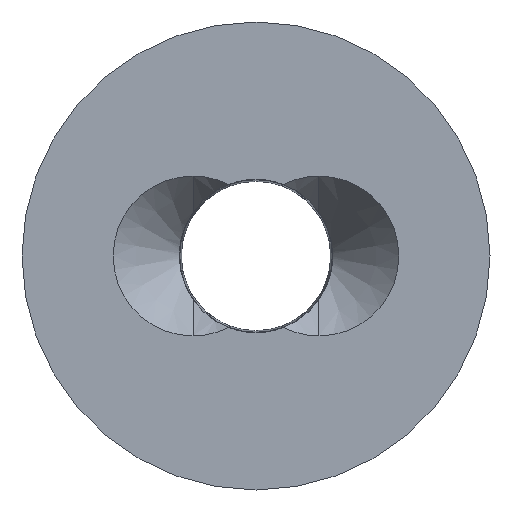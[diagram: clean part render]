
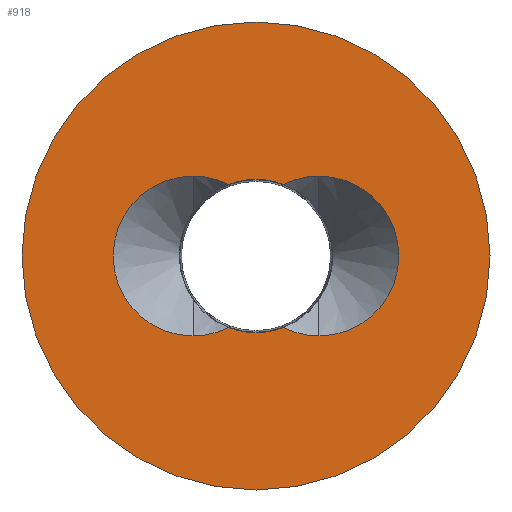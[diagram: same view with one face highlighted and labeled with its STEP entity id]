
A CAD part, left-side view. The second image highlights one B-rep face of the part: STEP entity #918.
In plain terms, the highlighted planar face has unit normal (-1, 0, 0).
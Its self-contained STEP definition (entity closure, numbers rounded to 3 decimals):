
#1 = EDGE_CURVE ( 'NONE', #299, #701, #56, .T. ) ;
#9 = CIRCLE ( 'NONE', #565, 49.5 ) ;
#23 = DIRECTION ( 'NONE',  ( 0., 0., 1. ) ) ;
#24 = CARTESIAN_POINT ( 'NONE',  ( -131.3, 39., 0. ) ) ;
#37 = CARTESIAN_POINT ( 'NONE',  ( -131.3, 39., 0. ) ) ;
#54 = AXIS2_PLACEMENT_3D ( 'NONE', #37, #933, #769 ) ;
#56 = CIRCLE ( 'NONE', #542, 49.5 ) ;
#57 = CIRCLE ( 'NONE', #604, 145. ) ;
#63 = CARTESIAN_POINT ( 'NONE',  ( -131.3, 17.013, 44.349 ) ) ;
#77 = EDGE_CURVE ( 'NONE', #718, #339, #321, .T. ) ;
#103 = FACE_OUTER_BOUND ( 'NONE', #780, .T. ) ;
#104 = CARTESIAN_POINT ( 'NONE',  ( -131.3, -39., 0. ) ) ;
#107 = DIRECTION ( 'NONE',  ( -1., 0., 0. ) ) ;
#108 = CARTESIAN_POINT ( 'NONE',  ( -131.3, 39., -49.5 ) ) ;
#116 = AXIS2_PLACEMENT_3D ( 'NONE', #617, #382, #686 ) ;
#120 = EDGE_CURVE ( 'NONE', #233, #718, #561, .T. ) ;
#127 = EDGE_CURVE ( 'NONE', #520, #339, #291, .T. ) ;
#133 = ORIENTED_EDGE ( 'NONE', *, *, #77, .T. ) ;
#149 = CIRCLE ( 'NONE', #592, 47.5 ) ;
#159 = DIRECTION ( 'NONE',  ( -1., 0., 0. ) ) ;
#166 = EDGE_LOOP ( 'NONE', ( #726, #961, #133, #517, #915, #213, #759, #687, #895, #629 ) ) ;
#180 = VERTEX_POINT ( 'NONE', #570 ) ;
#184 = DIRECTION ( 'NONE',  ( 1., 0., 0. ) ) ;
#190 = EDGE_CURVE ( 'NONE', #709, #280, #353, .T. ) ;
#193 = CARTESIAN_POINT ( 'NONE',  ( -131.3, 0., 0. ) ) ;
#213 = ORIENTED_EDGE ( 'NONE', *, *, #1, .F. ) ;
#233 = VERTEX_POINT ( 'NONE', #956 ) ;
#244 = ORIENTED_EDGE ( 'NONE', *, *, #624, .F. ) ;
#255 = DIRECTION ( 'NONE',  ( -1., 0., 0. ) ) ;
#264 = CARTESIAN_POINT ( 'NONE',  ( -131.3, 145., 0. ) ) ;
#278 = CARTESIAN_POINT ( 'NONE',  ( -131.3, 0., -145. ) ) ;
#280 = VERTEX_POINT ( 'NONE', #366 ) ;
#283 = CARTESIAN_POINT ( 'NONE',  ( -131.3, 0., -47.5 ) ) ;
#291 = CIRCLE ( 'NONE', #946, 49.5 ) ;
#299 = VERTEX_POINT ( 'NONE', #63 ) ;
#321 = CIRCLE ( 'NONE', #116, 47.5 ) ;
#322 = CARTESIAN_POINT ( 'NONE',  ( -131.3, 0., 47.5 ) ) ;
#328 = CARTESIAN_POINT ( 'NONE',  ( -131.3, 39., 0. ) ) ;
#336 = CARTESIAN_POINT ( 'NONE',  ( -131.3, 0., 0. ) ) ;
#339 = VERTEX_POINT ( 'NONE', #437 ) ;
#345 = EDGE_CURVE ( 'NONE', #571, #847, #446, .T. ) ;
#353 = CIRCLE ( 'NONE', #368, 145. ) ;
#366 = CARTESIAN_POINT ( 'NONE',  ( -131.3, 0., 145. ) ) ;
#368 = AXIS2_PLACEMENT_3D ( 'NONE', #193, #184, #921 ) ;
#380 = CARTESIAN_POINT ( 'NONE',  ( -131.3, -17.013, 44.349 ) ) ;
#381 = DIRECTION ( 'NONE',  ( 0., 0., -1. ) ) ;
#382 = DIRECTION ( 'NONE',  ( 1., 0., 0. ) ) ;
#390 = EDGE_CURVE ( 'NONE', #299, #571, #149, .T. ) ;
#396 = VERTEX_POINT ( 'NONE', #671 ) ;
#408 = DIRECTION ( 'NONE',  ( 0., 0., 1. ) ) ;
#437 = CARTESIAN_POINT ( 'NONE',  ( -131.3, 17.013, -44.349 ) ) ;
#446 = CIRCLE ( 'NONE', #966, 47.5 ) ;
#478 = CARTESIAN_POINT ( 'NONE',  ( -131.3, 0., 0. ) ) ;
#494 = DIRECTION ( 'NONE',  ( 1., 0., 0. ) ) ;
#517 = ORIENTED_EDGE ( 'NONE', *, *, #127, .F. ) ;
#519 = DIRECTION ( 'NONE',  ( 1., 0., 0. ) ) ;
#520 = VERTEX_POINT ( 'NONE', #108 ) ;
#540 = EDGE_CURVE ( 'NONE', #180, #396, #850, .T. ) ;
#542 = AXIS2_PLACEMENT_3D ( 'NONE', #24, #159, #611 ) ;
#545 = AXIS2_PLACEMENT_3D ( 'NONE', #104, #856, #23 ) ;
#561 = CIRCLE ( 'NONE', #692, 47.5 ) ;
#564 = DIRECTION ( 'NONE',  ( -1., 0., 0. ) ) ;
#565 = AXIS2_PLACEMENT_3D ( 'NONE', #572, #913, #698 ) ;
#570 = CARTESIAN_POINT ( 'NONE',  ( -131.3, -39., -49.5 ) ) ;
#571 = VERTEX_POINT ( 'NONE', #322 ) ;
#572 = CARTESIAN_POINT ( 'NONE',  ( -131.3, -39., 0. ) ) ;
#573 = DIRECTION ( 'NONE',  ( 0., 0., -1. ) ) ;
#592 = AXIS2_PLACEMENT_3D ( 'NONE', #610, #675, #381 ) ;
#604 = AXIS2_PLACEMENT_3D ( 'NONE', #478, #919, #573 ) ;
#610 = CARTESIAN_POINT ( 'NONE',  ( -131.3, 0., 0. ) ) ;
#611 = DIRECTION ( 'NONE',  ( 0., 0., 1. ) ) ;
#617 = CARTESIAN_POINT ( 'NONE',  ( -131.3, 0., 0. ) ) ;
#624 = EDGE_CURVE ( 'NONE', #280, #709, #57, .T. ) ;
#626 = FACE_BOUND ( 'NONE', #166, .T. ) ;
#629 = ORIENTED_EDGE ( 'NONE', *, *, #540, .F. ) ;
#649 = EDGE_CURVE ( 'NONE', #233, #180, #679, .T. ) ;
#671 = CARTESIAN_POINT ( 'NONE',  ( -131.3, -39., 49.5 ) ) ;
#675 = DIRECTION ( 'NONE',  ( 1., 0., 0. ) ) ;
#679 = CIRCLE ( 'NONE', #851, 49.5 ) ;
#686 = DIRECTION ( 'NONE',  ( 0., 0., -1. ) ) ;
#687 = ORIENTED_EDGE ( 'NONE', *, *, #345, .T. ) ;
#692 = AXIS2_PLACEMENT_3D ( 'NONE', #336, #494, #703 ) ;
#698 = DIRECTION ( 'NONE',  ( 0., 0., 1. ) ) ;
#701 = VERTEX_POINT ( 'NONE', #719 ) ;
#703 = DIRECTION ( 'NONE',  ( 0., 0., -1. ) ) ;
#709 = VERTEX_POINT ( 'NONE', #278 ) ;
#718 = VERTEX_POINT ( 'NONE', #283 ) ;
#719 = CARTESIAN_POINT ( 'NONE',  ( -131.3, 39., 49.5 ) ) ;
#725 = CIRCLE ( 'NONE', #54, 49.5 ) ;
#726 = ORIENTED_EDGE ( 'NONE', *, *, #649, .F. ) ;
#729 = CARTESIAN_POINT ( 'NONE',  ( -131.3, 0., 0. ) ) ;
#759 = ORIENTED_EDGE ( 'NONE', *, *, #390, .T. ) ;
#769 = DIRECTION ( 'NONE',  ( 0., 0., 1. ) ) ;
#780 = EDGE_LOOP ( 'NONE', ( #812, #244 ) ) ;
#812 = ORIENTED_EDGE ( 'NONE', *, *, #190, .F. ) ;
#847 = VERTEX_POINT ( 'NONE', #380 ) ;
#850 = CIRCLE ( 'NONE', #545, 49.5 ) ;
#851 = AXIS2_PLACEMENT_3D ( 'NONE', #852, #255, #914 ) ;
#852 = CARTESIAN_POINT ( 'NONE',  ( -131.3, -39., 0. ) ) ;
#856 = DIRECTION ( 'NONE',  ( -1., 0., 0. ) ) ;
#867 = AXIS2_PLACEMENT_3D ( 'NONE', #264, #107, #408 ) ;
#887 = DIRECTION ( 'NONE',  ( 0., 0., -1. ) ) ;
#889 = EDGE_CURVE ( 'NONE', #396, #847, #9, .T. ) ;
#895 = ORIENTED_EDGE ( 'NONE', *, *, #889, .F. ) ;
#904 = EDGE_CURVE ( 'NONE', #701, #520, #725, .T. ) ;
#913 = DIRECTION ( 'NONE',  ( -1., 0., 0. ) ) ;
#914 = DIRECTION ( 'NONE',  ( 0., 0., 1. ) ) ;
#915 = ORIENTED_EDGE ( 'NONE', *, *, #904, .F. ) ;
#918 = ADVANCED_FACE ( 'NONE', ( #626, #103 ), #924, .T. ) ;
#919 = DIRECTION ( 'NONE',  ( 1., 0., 0. ) ) ;
#921 = DIRECTION ( 'NONE',  ( 0., 0., -1. ) ) ;
#924 = PLANE ( 'NONE',  #867 ) ;
#933 = DIRECTION ( 'NONE',  ( -1., 0., 0. ) ) ;
#940 = DIRECTION ( 'NONE',  ( 0., 0., 1. ) ) ;
#946 = AXIS2_PLACEMENT_3D ( 'NONE', #328, #564, #940 ) ;
#956 = CARTESIAN_POINT ( 'NONE',  ( -131.3, -17.013, -44.349 ) ) ;
#961 = ORIENTED_EDGE ( 'NONE', *, *, #120, .T. ) ;
#966 = AXIS2_PLACEMENT_3D ( 'NONE', #729, #519, #887 ) ;
